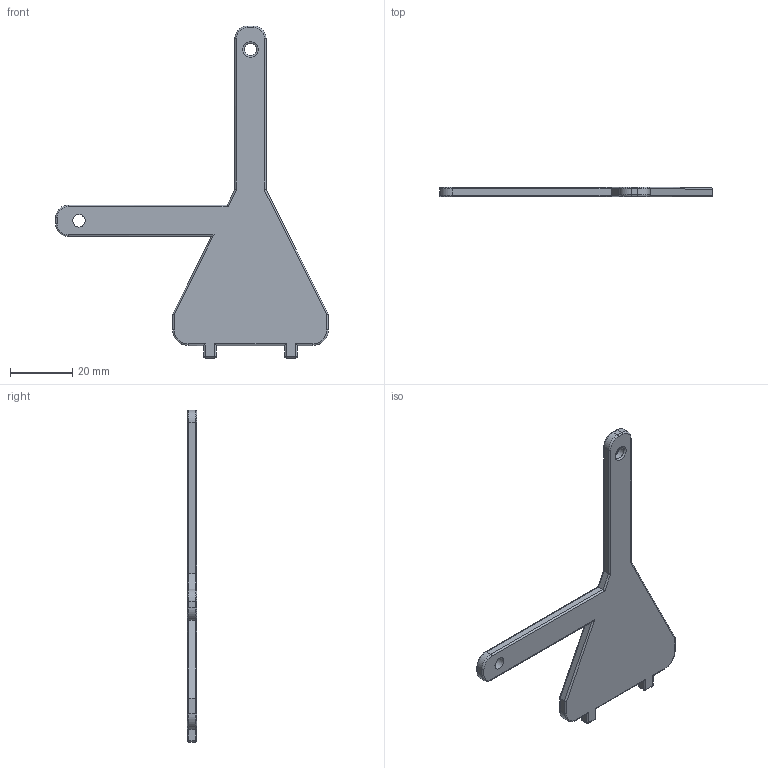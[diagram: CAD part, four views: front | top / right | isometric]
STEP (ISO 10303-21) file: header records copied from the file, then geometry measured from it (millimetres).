
FILE_DESCRIPTION(/* description */ (''),/* implementation_level */ '2;1');
FILE_NAME(/* name */ 'Einspannung.stp',/* time_stamp */ '2025-06-20T19:06:27+02:00',/* author */ (''),/* organization */ (''),/* preprocessor_version */ 'ST-DEVELOPER v20',/* originating_system */ 'SIEMENS PLM Software NX2406.1700',/* authorisation */ '');
FILE_SCHEMA (('AUTOMOTIVE_DESIGN { 1 0 10303 214 3 1 1 1 }'));
Length unit declared in the file: millimetre
Products named in the file (1): Einspannung
Bounding box: 87.5 x 3 x 106.5 mm (x, y, z)
Volume: 8154.2 mm3; surface area: 6517.2 mm2
Topology: 1 solids, 1 shells, 96 faces, 220 edges, 118 vertices
Faces by surface type: cylinder 52, plane 22, torus 14, sphere 8
Full cylindrical faces by diameter (mm): 4 x2
Entity records: 2606 total; most frequent: DIRECTION 500, CARTESIAN_POINT 423, ORIENTED_EDGE 416, EDGE_CURVE 208, AXIS2_PLACEMENT_3D 195, VERTEX_POINT 118, LINE 110, VECTOR 110
